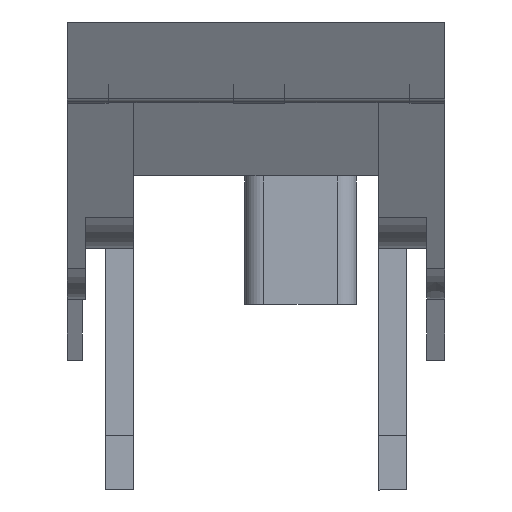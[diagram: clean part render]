
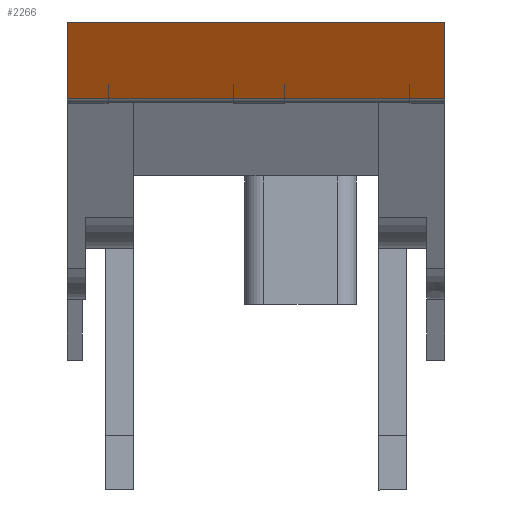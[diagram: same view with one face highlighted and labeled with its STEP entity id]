
A CAD part, front view. The second image highlights one B-rep face of the part: STEP entity #2266.
In plain terms, the highlighted planar face has unit normal (0, -0.873, -0.489).
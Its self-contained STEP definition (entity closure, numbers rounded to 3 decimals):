
#2246=AXIS2_PLACEMENT_3D('Plane Axis2P3D',#2243,#2244,#2245) ;
#386=CARTESIAN_POINT('Vertex',(12.5,0.,15.5)) ;
#389=CARTESIAN_POINT('Line Origine',(12.5,0.713,14.227)) ;
#393=CARTESIAN_POINT('Vertex',(12.5,1.425,12.955)) ;
#2123=CARTESIAN_POINT('Line Origine',(11.911,1.425,12.955)) ;
#2127=CARTESIAN_POINT('Vertex',(0.,1.425,12.955)) ;
#2243=CARTESIAN_POINT('Axis2P3D Location',(11.25,1.507,12.809)) ;
#2248=CARTESIAN_POINT('Line Origine',(6.25,0.,15.5)) ;
#2252=CARTESIAN_POINT('Vertex',(0.,0.,15.5)) ;
#2255=CARTESIAN_POINT('Line Origine',(0.,0.713,14.227)) ;
#390=DIRECTION('Vector Direction',(0.,-0.489,0.872)) ;
#2124=DIRECTION('Vector Direction',(-1.,0.,0.)) ;
#2244=DIRECTION('Axis2P3D Direction',(0.,0.872,0.489)) ;
#2245=DIRECTION('Axis2P3D XDirection',(0.,-0.489,0.872)) ;
#2249=DIRECTION('Vector Direction',(-1.,0.,0.)) ;
#2256=DIRECTION('Vector Direction',(0.,-0.489,0.872)) ;
#391=VECTOR('Line Direction',#390,1.) ;
#2125=VECTOR('Line Direction',#2124,1.) ;
#2250=VECTOR('Line Direction',#2249,1.) ;
#2257=VECTOR('Line Direction',#2256,1.) ;
#2261=ORIENTED_EDGE('',*,*,#2254,.T.) ;
#2262=ORIENTED_EDGE('',*,*,#2259,.F.) ;
#2263=ORIENTED_EDGE('',*,*,#2129,.T.) ;
#2264=ORIENTED_EDGE('',*,*,#395,.F.) ;
#2266=ADVANCED_FACE('FRONT',(#2265),#2247,.F.) ;
#395=EDGE_CURVE('',#387,#394,#392,.F.) ;
#2129=EDGE_CURVE('',#2128,#394,#2126,.F.) ;
#2254=EDGE_CURVE('',#387,#2253,#2251,.T.) ;
#2259=EDGE_CURVE('',#2128,#2253,#2258,.T.) ;
#2260=EDGE_LOOP('',(#2261,#2262,#2263,#2264)) ;
#2265=FACE_OUTER_BOUND('',#2260,.T.) ;
#392=LINE('Line',#389,#391) ;
#2126=LINE('Line',#2123,#2125) ;
#2251=LINE('Line',#2248,#2250) ;
#2258=LINE('Line',#2255,#2257) ;
#2247=PLANE('',#2246) ;
#387=VERTEX_POINT('',#386) ;
#394=VERTEX_POINT('',#393) ;
#2128=VERTEX_POINT('',#2127) ;
#2253=VERTEX_POINT('',#2252) ;
